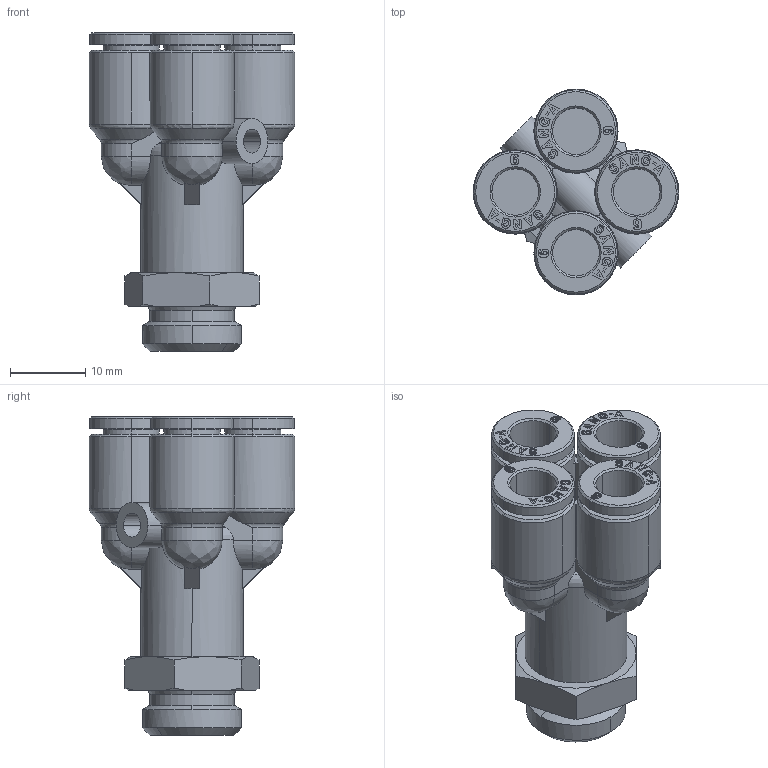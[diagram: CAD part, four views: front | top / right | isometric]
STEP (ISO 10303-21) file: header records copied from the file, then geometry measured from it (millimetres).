
FILE_DESCRIPTION (( 'STEP AP214' ), '1' );
FILE_NAME ('PXT06-G02.stp', '2015-09-24T09:06:08', ( '' ), ( '' ), 'SwSTEP 2.0', 'SolidWorks 2015', '' );
FILE_SCHEMA (( 'AUTOMOTIVE_DESIGN' ));
Length unit declared in the file: millimetre
Products named in the file (2): ｦ+ﾃｦ1; PXT06-G02
Assembly tree (1 placements, depth 2):
  PXT06-G02
    ｦ+ﾃｦ1
Bounding box: 27.4 x 27.4 x 42.45 mm (x, y, z)
Volume: 8044.1 mm3; surface area: 6315.4 mm2
Topology: 1 solids, 1 shells, 1013 faces, 2828 edges, 1873 vertices
Faces by surface type: plane 721, bspline 126, cylinder 95, cone 66, torus 5
Entity records: 35684 total; most frequent: CARTESIAN_POINT 9163, ORIENTED_EDGE 5656, DIRECTION 4508, EDGE_CURVE 2828, VECTOR 2136, LINE 2136, VERTEX_POINT 1873, AXIS2_PLACEMENT_3D 1186
